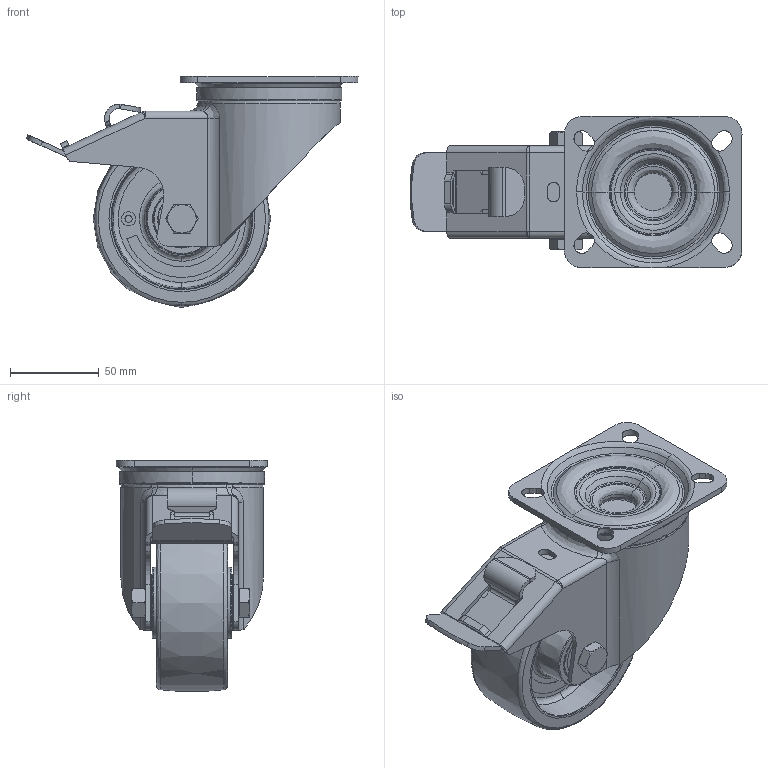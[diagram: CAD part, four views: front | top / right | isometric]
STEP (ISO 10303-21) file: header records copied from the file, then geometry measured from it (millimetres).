
FILE_DESCRIPTION (( 'STEP AP214' ), '1' );
FILE_NAME ('7420217', '2019-02-04T12:25:57', ( '' ), ('JUGARD+KÜNSTNER GmbH'), 'SwSTEP 2.0', 'SolidWorks 2017', '' );
FILE_SCHEMA (( 'AUTOMOTIVE_DESIGN' ));
Length unit declared in the file: millimetre
Products named in the file (1): 7420217_CNAJF00
Bounding box: 186.66 x 85 x 129.88 mm (x, y, z)
Volume: 363833.9 mm3; surface area: 108844.4 mm2
Topology: 4 solids, 5 shells, 713 faces, 2044 edges, 1350 vertices
Faces by surface type: cylinder 302, plane 213, bspline 140, cone 58
Entity records: 42901 total; most frequent: CARTESIAN_POINT 18187, ORIENTED_EDGE 4054, DIRECTION 2785, EDGE_CURVE 2027, VERTEX_POINT 1344, AXIS2_PLACEMENT_3D 985, LINE 815, VECTOR 815
